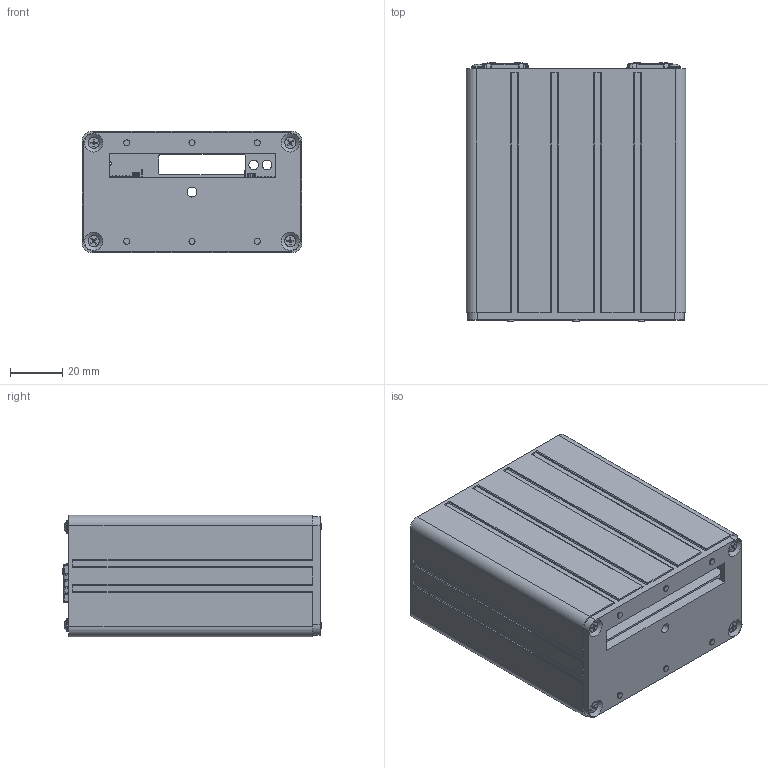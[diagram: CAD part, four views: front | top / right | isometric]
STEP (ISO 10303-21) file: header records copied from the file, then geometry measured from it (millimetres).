
FILE_DESCRIPTION(/* description */ (''),/* implementation_level */ '2;1');
FILE_NAME(/* name */ 'SNAP-PAC-R1.stp',/* time_stamp */ '2016-02-12T08:35:27-08:00',/* author */ ('ksullivan'),/* organization */ (''),/* preprocessor_version */ 'ST-DEVELOPER v15.6',/* originating_system */ 'Autodesk Inventor 2015',/* authorisation */ '');
FILE_SCHEMA (('AUTOMOTIVE_DESIGN { 1 0 10303 214 3 1 1 }'));
Products named in the file (1): SNAP-PAC-R1
Bounding box: 83.82 x 98.63 x 46.33 mm (x, y, z)
Volume: 97218.9 mm3; surface area: 83055.6 mm2
Topology: 1 solids, 1 shells, 1856 faces, 5183 edges, 3324 vertices
Faces by surface type: plane 951, cylinder 585, bspline 152, cone 100, torus 64, sphere 4
Full cylindrical faces by diameter (mm): 0.804 x2, 0.832 x2, 0.889 x16, 1.524 x17, 1.6 x2, 2.311 x6, 2.515 x8, 3.048 x4, 3.175 x4, 3.251 x4, 3.658 x3, 3.81 x1, 3.962 x1, 4.242 x4, 4.902 x4, 6.35 x1
Entity records: 79793 total; most frequent: CARTESIAN_POINT 32143, ORIENTED_EDGE 9958, DIRECTION 9110, EDGE_CURVE 4970, VERTEX_POINT 3266, AXIS2_PLACEMENT_3D 3095, LINE 2920, VECTOR 2920
